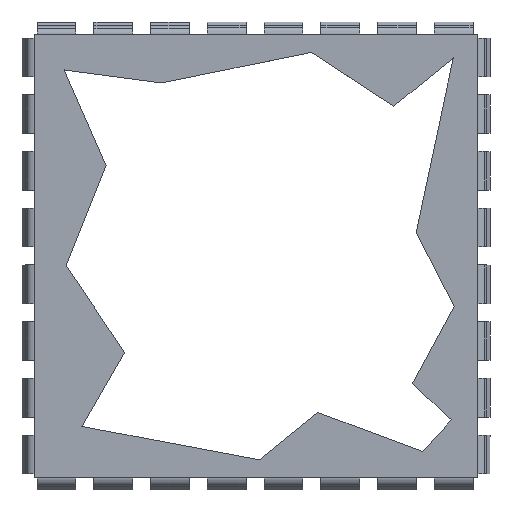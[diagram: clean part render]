
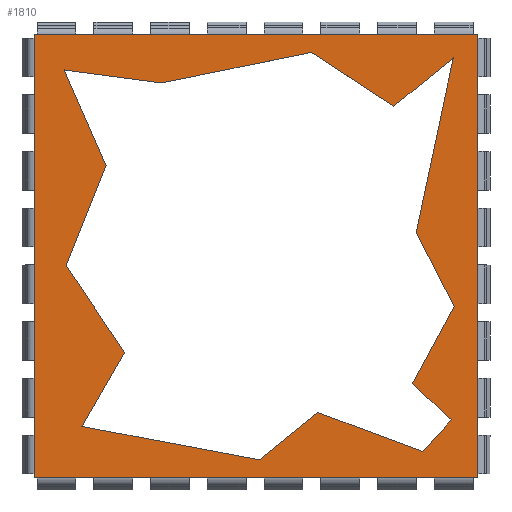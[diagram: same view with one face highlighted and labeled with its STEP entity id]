
A CAD part, top view. The second image highlights one B-rep face of the part: STEP entity #1810.
In plain terms, the highlighted planar face has unit normal (0, 0, 1).
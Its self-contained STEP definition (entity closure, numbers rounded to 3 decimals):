
#1146=CARTESIAN_POINT('',(18.199,-14.865,16.0));
#1147=VERTEX_POINT('',#1146);
#1154=CARTESIAN_POINT('',(23.06,-5.904,16.0));
#1155=VERTEX_POINT('',#1154);
#1156=CARTESIAN_POINT('',(23.06,-5.904,16.0));
#1157=DIRECTION('',(-0.477,-0.879,0.0));
#1158=VECTOR('',#1157,10.195);
#1159=LINE('',#1156,#1158);
#1160=EDGE_CURVE('',#1155,#1147,#1159,.T.);
#1185=CARTESIAN_POINT('',(18.631,2.734,16.0));
#1186=VERTEX_POINT('',#1185);
#1187=CARTESIAN_POINT('',(18.631,2.734,16.0));
#1188=DIRECTION('',(0.456,-0.89,0.0));
#1189=VECTOR('',#1188,9.707);
#1190=LINE('',#1187,#1189);
#1191=EDGE_CURVE('',#1186,#1155,#1190,.T.);
#1216=CARTESIAN_POINT('',(22.952,23.033,16.0));
#1217=VERTEX_POINT('',#1216);
#1218=CARTESIAN_POINT('',(22.952,23.033,16.0));
#1219=DIRECTION('',(-0.208,-0.978,0.0));
#1220=VECTOR('',#1219,20.753);
#1221=LINE('',#1218,#1220);
#1222=EDGE_CURVE('',#1217,#1186,#1221,.T.);
#1247=CARTESIAN_POINT('',(16.039,17.418,16.0));
#1248=VERTEX_POINT('',#1247);
#1249=CARTESIAN_POINT('',(16.039,17.418,16.0));
#1250=DIRECTION('',(0.776,0.63,0.0));
#1251=VECTOR('',#1250,8.905);
#1252=LINE('',#1249,#1251);
#1253=EDGE_CURVE('',#1248,#1217,#1252,.T.);
#1278=CARTESIAN_POINT('',(6.426,23.68,16.0));
#1279=VERTEX_POINT('',#1278);
#1280=CARTESIAN_POINT('',(6.426,23.68,16.0));
#1281=DIRECTION('',(0.838,-0.546,0.0));
#1282=VECTOR('',#1281,11.473);
#1283=LINE('',#1280,#1282);
#1284=EDGE_CURVE('',#1279,#1248,#1283,.T.);
#1309=CARTESIAN_POINT('',(-10.963,20.117,16.0));
#1310=VERTEX_POINT('',#1309);
#1311=CARTESIAN_POINT('',(-10.963,20.117,16.0));
#1312=DIRECTION('',(0.98,0.201,0.0));
#1313=VECTOR('',#1312,17.75);
#1314=LINE('',#1311,#1313);
#1315=EDGE_CURVE('',#1310,#1279,#1314,.T.);
#1340=CARTESIAN_POINT('',(-22.303,21.629,16.0));
#1341=VERTEX_POINT('',#1340);
#1342=CARTESIAN_POINT('',(-22.303,21.629,16.0));
#1343=DIRECTION('',(0.991,-0.132,0.0));
#1344=VECTOR('',#1343,11.441);
#1345=LINE('',#1342,#1344);
#1346=EDGE_CURVE('',#1341,#1310,#1345,.T.);
#1371=CARTESIAN_POINT('',(-17.443,10.508,16.0));
#1372=VERTEX_POINT('',#1371);
#1373=CARTESIAN_POINT('',(-17.443,10.508,16.0));
#1374=DIRECTION('',(-0.4,0.916,0.0));
#1375=VECTOR('',#1374,12.137);
#1376=LINE('',#1373,#1375);
#1377=EDGE_CURVE('',#1372,#1341,#1376,.T.);
#1402=CARTESIAN_POINT('',(-22.087,-1.153,16.0));
#1403=VERTEX_POINT('',#1402);
#1404=CARTESIAN_POINT('',(-22.087,-1.153,16.0));
#1405=DIRECTION('',(0.37,0.929,0.0));
#1406=VECTOR('',#1405,12.552);
#1407=LINE('',#1404,#1406);
#1408=EDGE_CURVE('',#1403,#1372,#1407,.T.);
#1433=CARTESIAN_POINT('',(-15.283,-11.194,16.0));
#1434=VERTEX_POINT('',#1433);
#1435=CARTESIAN_POINT('',(-15.283,-11.194,16.0));
#1436=DIRECTION('',(-0.561,0.828,0.0));
#1437=VECTOR('',#1436,12.13);
#1438=LINE('',#1435,#1437);
#1439=EDGE_CURVE('',#1434,#1403,#1438,.T.);
#1464=CARTESIAN_POINT('',(-20.251,-19.832,16.0));
#1465=VERTEX_POINT('',#1464);
#1466=CARTESIAN_POINT('',(-20.251,-19.832,16.0));
#1467=DIRECTION('',(0.499,0.867,0.0));
#1468=VECTOR('',#1467,9.965);
#1469=LINE('',#1466,#1468);
#1470=EDGE_CURVE('',#1465,#1434,#1469,.T.);
#1495=CARTESIAN_POINT('',(0.378,-23.719,16.0));
#1496=VERTEX_POINT('',#1495);
#1497=CARTESIAN_POINT('',(0.378,-23.719,16.0));
#1498=DIRECTION('',(-0.983,0.185,0.0));
#1499=VECTOR('',#1498,20.992);
#1500=LINE('',#1497,#1499);
#1501=EDGE_CURVE('',#1496,#1465,#1500,.T.);
#1526=CARTESIAN_POINT('',(7.182,-18.213,16.0));
#1527=VERTEX_POINT('',#1526);
#1528=CARTESIAN_POINT('',(7.182,-18.213,16.0));
#1529=DIRECTION('',(-0.777,-0.629,0.0));
#1530=VECTOR('',#1529,8.753);
#1531=LINE('',#1528,#1530);
#1532=EDGE_CURVE('',#1527,#1496,#1531,.T.);
#1557=CARTESIAN_POINT('',(19.387,-22.747,16.0));
#1558=VERTEX_POINT('',#1557);
#1559=CARTESIAN_POINT('',(19.387,-22.747,16.0));
#1560=DIRECTION('',(-0.937,0.348,0.0));
#1561=VECTOR('',#1560,13.02);
#1562=LINE('',#1559,#1561);
#1563=EDGE_CURVE('',#1558,#1527,#1562,.T.);
#1588=CARTESIAN_POINT('',(22.736,-19.076,16.0));
#1589=VERTEX_POINT('',#1588);
#1590=CARTESIAN_POINT('',(22.736,-19.076,16.0));
#1591=DIRECTION('',(-0.674,-0.739,0.0));
#1592=VECTOR('',#1591,4.969);
#1593=LINE('',#1590,#1592);
#1594=EDGE_CURVE('',#1589,#1558,#1593,.T.);
#1617=CARTESIAN_POINT('',(18.199,-14.865,16.0));
#1618=DIRECTION('',(0.733,-0.68,0.0));
#1619=VECTOR('',#1618,6.189);
#1620=LINE('',#1617,#1619);
#1621=EDGE_CURVE('',#1147,#1589,#1620,.T.);
#1642=CARTESIAN_POINT('',(25.8,25.8,16.0));
#1643=VERTEX_POINT('',#1642);
#1650=CARTESIAN_POINT('',(25.8,-25.8,16.0));
#1651=VERTEX_POINT('',#1650);
#1652=CARTESIAN_POINT('',(25.8,-25.8,16.0));
#1653=DIRECTION('',(0.0,1.0,0.0));
#1654=VECTOR('',#1653,51.6);
#1655=LINE('',#1652,#1654);
#1656=EDGE_CURVE('',#1651,#1643,#1655,.T.);
#1680=CARTESIAN_POINT('',(-25.8,25.8,16.0));
#1681=VERTEX_POINT('',#1680);
#1688=CARTESIAN_POINT('',(25.8,25.8,16.0));
#1689=DIRECTION('',(-1.0,0.0,0.0));
#1690=VECTOR('',#1689,51.6);
#1691=LINE('',#1688,#1690);
#1692=EDGE_CURVE('',#1643,#1681,#1691,.T.);
#1711=CARTESIAN_POINT('',(-25.8,-25.8,16.0));
#1712=VERTEX_POINT('',#1711);
#1719=CARTESIAN_POINT('',(-25.8,25.8,16.0));
#1720=DIRECTION('',(0.0,-1.0,0.0));
#1721=VECTOR('',#1720,51.6);
#1722=LINE('',#1719,#1721);
#1723=EDGE_CURVE('',#1681,#1712,#1722,.T.);
#1741=CARTESIAN_POINT('',(-25.8,-25.8,16.0));
#1742=DIRECTION('',(1.0,0.0,0.0));
#1743=VECTOR('',#1742,51.6);
#1744=LINE('',#1741,#1743);
#1745=EDGE_CURVE('',#1712,#1651,#1744,.T.);
#1781=CARTESIAN_POINT('',(0.0,0.,16.0));
#1782=DIRECTION('',(0.0,0.0,1.0));
#1783=DIRECTION('',(1.0,0.0,0.0));
#1784=AXIS2_PLACEMENT_3D('',#1781,#1782,#1783);
#1785=PLANE('',#1784);
#1786=ORIENTED_EDGE('',*,*,#1745,.T.);
#1787=ORIENTED_EDGE('',*,*,#1656,.T.);
#1788=ORIENTED_EDGE('',*,*,#1692,.T.);
#1789=ORIENTED_EDGE('',*,*,#1723,.T.);
#1790=EDGE_LOOP('',(#1786,#1787,#1788,#1789));
#1791=FACE_OUTER_BOUND('',#1790,.T.);
#1792=ORIENTED_EDGE('',*,*,#1160,.T.);
#1793=ORIENTED_EDGE('',*,*,#1621,.T.);
#1794=ORIENTED_EDGE('',*,*,#1594,.T.);
#1795=ORIENTED_EDGE('',*,*,#1563,.T.);
#1796=ORIENTED_EDGE('',*,*,#1532,.T.);
#1797=ORIENTED_EDGE('',*,*,#1501,.T.);
#1798=ORIENTED_EDGE('',*,*,#1470,.T.);
#1799=ORIENTED_EDGE('',*,*,#1439,.T.);
#1800=ORIENTED_EDGE('',*,*,#1408,.T.);
#1801=ORIENTED_EDGE('',*,*,#1377,.T.);
#1802=ORIENTED_EDGE('',*,*,#1346,.T.);
#1803=ORIENTED_EDGE('',*,*,#1315,.T.);
#1804=ORIENTED_EDGE('',*,*,#1284,.T.);
#1805=ORIENTED_EDGE('',*,*,#1253,.T.);
#1806=ORIENTED_EDGE('',*,*,#1222,.T.);
#1807=ORIENTED_EDGE('',*,*,#1191,.T.);
#1808=EDGE_LOOP('',(#1792,#1793,#1794,#1795,#1796,#1797,#1798,#1799,#1800,#1801,#1802,#1803,#1804,#1805,#1806,#1807));
#1809=FACE_BOUND('',#1808,.T.);
#1810=ADVANCED_FACE('',(#1791,#1809),#1785,.T.);
